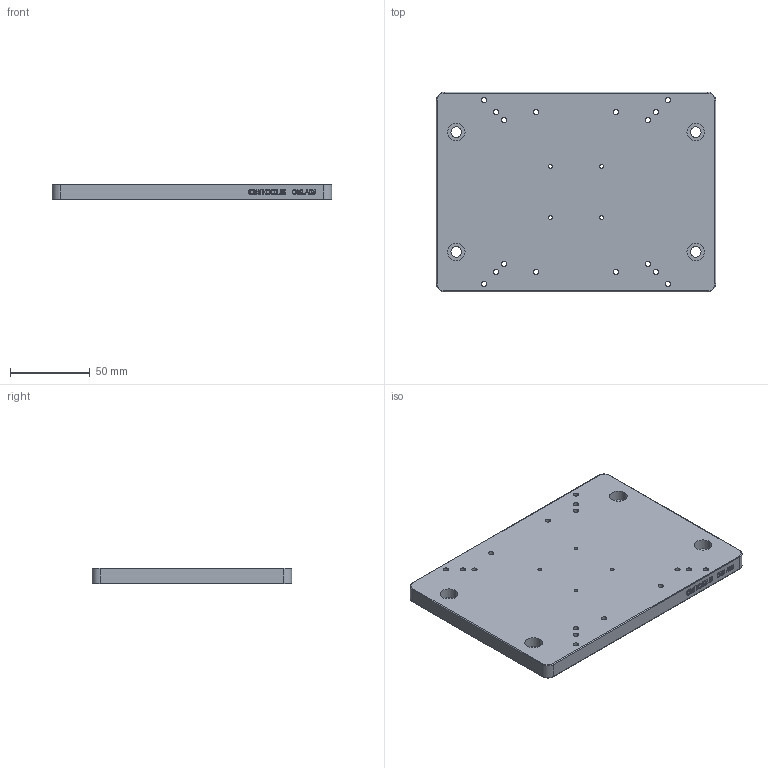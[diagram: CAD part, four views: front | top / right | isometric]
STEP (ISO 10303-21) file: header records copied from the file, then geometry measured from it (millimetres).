
FILE_DESCRIPTION (( 'STEP AP203' ), '1' );
FILE_NAME ('OMLA炵蹈蛌諉啣 OMLA05.STEP', '2021-05-20T08:28:40', ( 'Microsoft' ), ( 'Microsoft' ), 'SwSTEP 2.0', 'SolidWorks 2018', '' );
FILE_SCHEMA (( 'CONFIG_CONTROL_DESIGN' ));
Length unit declared in the file: millimetre
Products named in the file (2): OMLA炵蹈蛌諉啣 OMLA05; OMLA05-01 OMHB蟀諉啣5
Assembly tree (1 placements, depth 2):
  OMLA炵蹈蛌諉啣 OMLA05
    OMLA05-01 OMHB蟀諉啣5
Bounding box: 175 x 125 x 10 mm (x, y, z)
Volume: 213868.1 mm3; surface area: 51979.9 mm2
Topology: 1 solids, 1 shells, 220 faces, 575 edges, 378 vertices
Faces by surface type: plane 102, cylinder 68, bspline 42, torus 8
Entity records: 10665 total; most frequent: CARTESIAN_POINT 5113, ORIENTED_EDGE 1150, DIRECTION 997, EDGE_CURVE 575, VERTEX_POINT 378, VECTOR 345, LINE 345, AXIS2_PLACEMENT_3D 326
